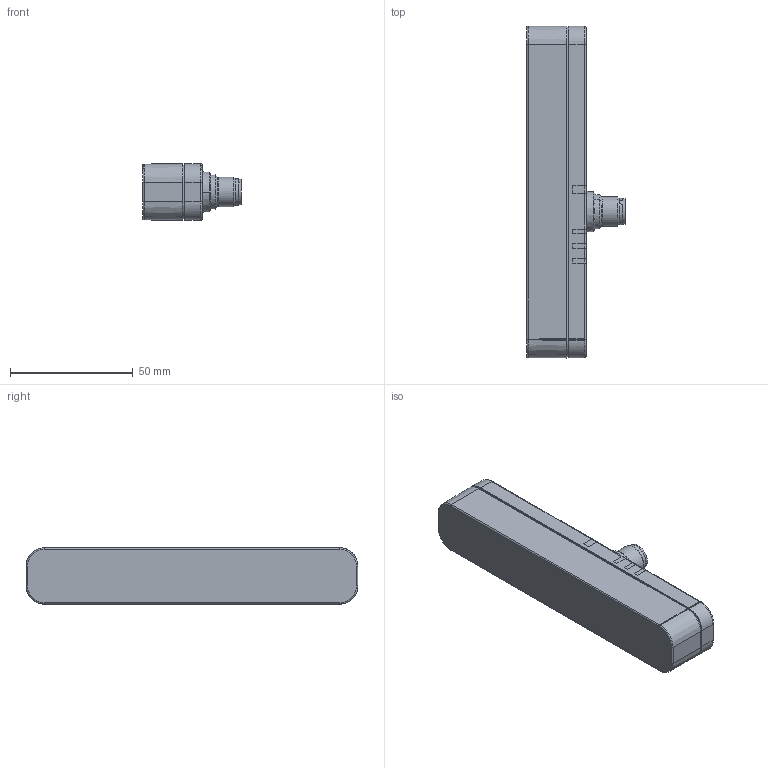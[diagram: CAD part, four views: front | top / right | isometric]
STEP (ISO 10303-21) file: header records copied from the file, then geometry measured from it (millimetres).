
FILE_DESCRIPTION((''),'2;1');
FILE_NAME('DM_CAD-6089_SCHRUMPF_ASM','2018-10-04T',('creinig-se'),(''),'PRO/ENGINEER BY PARAMETRIC TECHNOLOGY CORPORATION, 2015440','PRO/ENGINEER BY PARAMETRIC TECHNOLOGY CORPORATION, 2015440','');
FILE_SCHEMA(('CONFIG_CONTROL_DESIGN'));
Length unit declared in the file: millimetre
Products named in the file (4): DM_CAD-6089_SW0001_TEILW; DM_CAD-2284_LED; DM_CAD-2284_ONE_LED; DM_CAD-6089_SCHRUMPF_ASM
Assembly tree (3 placements, depth 2):
  DM_CAD-6089_SCHRUMPF_ASM
    DM_CAD-6089_SW0001_TEILW
    DM_CAD-2284_LED
    DM_CAD-2284_ONE_LED
Bounding box: 40 x 135 x 23 mm (x, y, z)
Volume: 74781.5 mm3; surface area: 16682.7 mm2
Topology: 3 solids, 3 shells, 363 faces, 1040 edges, 672 vertices
Faces by surface type: plane 173, cylinder 129, cone 37, torus 14, sphere 10
Entity records: 15378 total; most frequent: CARTESIAN_POINT 2390, DIRECTION 2117, ORIENTED_EDGE 2060, EDGE_CURVE 1030, AXIS2_PLACEMENT_3D 745, VERTEX_POINT 672, VECTOR 627, LINE 627
